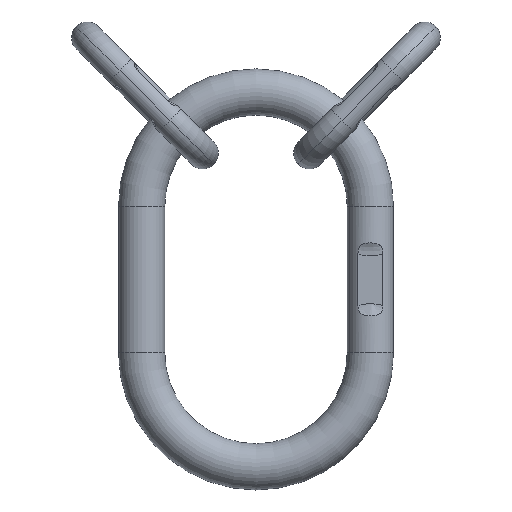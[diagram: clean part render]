
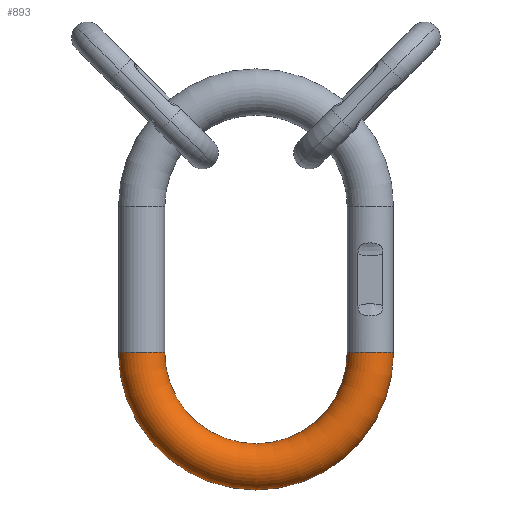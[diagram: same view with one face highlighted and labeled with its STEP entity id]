
A CAD part, top view. The second image highlights one B-rep face of the part: STEP entity #893.
In plain terms, the highlighted toroidal (fillet/blend) face has major radius 47 mm and minor radius 9.5 mm.
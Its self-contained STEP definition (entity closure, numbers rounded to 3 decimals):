
#101=CARTESIAN_POINT('Vertex',(-37.5,-30.,0.)) ;
#108=CARTESIAN_POINT('Vertex',(-56.5,-30.,0.)) ;
#154=CARTESIAN_POINT('Vertex',(37.5,-30.,0.)) ;
#161=CARTESIAN_POINT('Vertex',(56.5,-30.,0.)) ;
#373=CARTESIAN_POINT('Axis2P3D Location',(-47.,-30.,0.)) ;
#390=CARTESIAN_POINT('Axis2P3D Location',(0.,-30.,0.)) ;
#395=CARTESIAN_POINT('Axis2P3D Location',(0.,-30.,0.)) ;
#412=CARTESIAN_POINT('Axis2P3D Location',(47.,-30.,0.)) ;
#882=CARTESIAN_POINT('Axis2P3D Location',(0.,-30.,0.)) ;
#374=DIRECTION('Axis2P3D Direction',(0.,1.,-0.)) ;
#391=DIRECTION('Axis2P3D Direction',(0.,0.,1.)) ;
#396=DIRECTION('Axis2P3D Direction',(0.,0.,1.)) ;
#413=DIRECTION('Axis2P3D Direction',(0.,-1.,0.)) ;
#883=DIRECTION('Axis2P3D Direction',(0.,0.,1.)) ;
#884=DIRECTION('Axis2P3D XDirection',(-1.,0.,0.)) ;
#375=AXIS2_PLACEMENT_3D('Circle Axis2P3D',#373,#374,$) ;
#392=AXIS2_PLACEMENT_3D('Circle Axis2P3D',#390,#391,$) ;
#397=AXIS2_PLACEMENT_3D('Circle Axis2P3D',#395,#396,$) ;
#414=AXIS2_PLACEMENT_3D('Circle Axis2P3D',#412,#413,$) ;
#885=AXIS2_PLACEMENT_3D('Torus Axis2P3D',#882,#883,#884) ;
#888=ORIENTED_EDGE('',*,*,#416,.T.) ;
#889=ORIENTED_EDGE('',*,*,#399,.F.) ;
#890=ORIENTED_EDGE('',*,*,#377,.F.) ;
#891=ORIENTED_EDGE('',*,*,#394,.T.) ;
#893=ADVANCED_FACE('\X2\51434EF6672C9AD4\X0\',(#892),#886,.T.) ;
#376=CIRCLE('generated circle',#375,9.5) ;
#393=CIRCLE('generated circle',#392,56.5) ;
#398=CIRCLE('generated circle',#397,37.5) ;
#415=CIRCLE('generated circle',#414,9.5) ;
#886=TOROIDAL_SURFACE('homeo Torus',#885,47.,9.5) ;
#377=EDGE_CURVE('',#109,#102,#376,.T.) ;
#394=EDGE_CURVE('',#109,#162,#393,.T.) ;
#399=EDGE_CURVE('',#102,#155,#398,.T.) ;
#416=EDGE_CURVE('',#162,#155,#415,.T.) ;
#887=EDGE_LOOP('',(#888,#889,#890,#891)) ;
#892=FACE_OUTER_BOUND('',#887,.T.) ;
#102=VERTEX_POINT('',#101) ;
#109=VERTEX_POINT('',#108) ;
#155=VERTEX_POINT('',#154) ;
#162=VERTEX_POINT('',#161) ;
